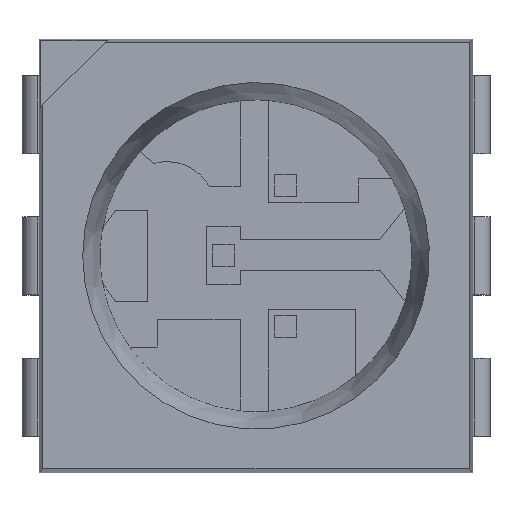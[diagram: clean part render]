
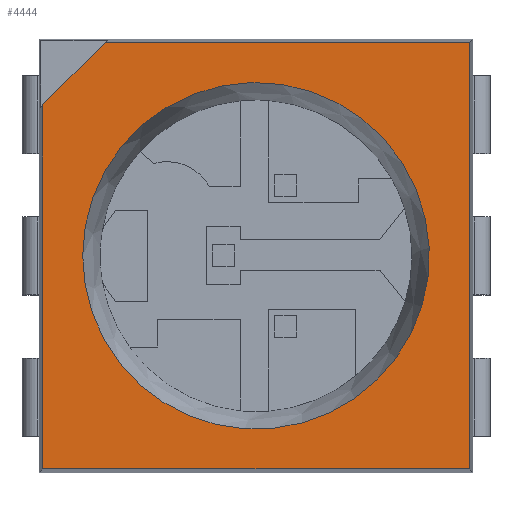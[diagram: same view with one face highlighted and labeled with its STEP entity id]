
A CAD part, top view. The second image highlights one B-rep face of the part: STEP entity #4444.
In plain terms, the highlighted planar face has unit normal (0, 0, 1).
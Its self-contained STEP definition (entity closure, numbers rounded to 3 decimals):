
#127=LINE('',#6131,#547);
#128=LINE('',#6134,#548);
#129=LINE('',#6136,#549);
#130=LINE('',#6138,#550);
#131=LINE('',#6140,#551);
#547=VECTOR('',#5040,1000.);
#548=VECTOR('',#5041,1000.);
#549=VECTOR('',#5042,1000.);
#550=VECTOR('',#5043,1000.);
#551=VECTOR('',#5044,1000.);
#975=ORIENTED_EDGE('',*,*,#2049,.T.);
#976=ORIENTED_EDGE('',*,*,#2050,.T.);
#977=ORIENTED_EDGE('',*,*,#2051,.T.);
#978=ORIENTED_EDGE('',*,*,#2052,.T.);
#979=ORIENTED_EDGE('',*,*,#2053,.T.);
#980=ORIENTED_EDGE('',*,*,#2054,.T.);
#2049=EDGE_CURVE('',#2586,#2586,#2906,.T.);
#2050=EDGE_CURVE('',#2587,#2588,#127,.F.);
#2051=EDGE_CURVE('',#2588,#2589,#128,.T.);
#2052=EDGE_CURVE('',#2589,#2590,#129,.F.);
#2053=EDGE_CURVE('',#2590,#2591,#130,.F.);
#2054=EDGE_CURVE('',#2591,#2587,#131,.F.);
#2586=VERTEX_POINT('',#6130);
#2587=VERTEX_POINT('',#6132);
#2588=VERTEX_POINT('',#6133);
#2589=VERTEX_POINT('',#6135);
#2590=VERTEX_POINT('',#6137);
#2591=VERTEX_POINT('',#6139);
#2906=CIRCLE('',#4671,2.);
#3018=EDGE_LOOP('',(#975));
#3019=EDGE_LOOP('',(#976,#977,#978,#979,#980));
#3224=FACE_BOUND('',#3018,.T.);
#3225=FACE_BOUND('',#3019,.T.);
#3429=PLANE('',#4670);
#4444=ADVANCED_FACE('',(#3224,#3225),#3429,.T.);
#4670=AXIS2_PLACEMENT_3D('',#6128,#5036,#5037);
#4671=AXIS2_PLACEMENT_3D('',#6129,#5038,#5039);
#5036=DIRECTION('',(0.,0.,1.));
#5037=DIRECTION('',(1.,0.,0.));
#5038=DIRECTION('',(0.,0.,-1.));
#5039=DIRECTION('',(-1.,0.,0.));
#5040=DIRECTION('',(1.,0.,0.));
#5041=DIRECTION('',(-0.707,-0.707,0.));
#5042=DIRECTION('',(0.,1.,0.));
#5043=DIRECTION('',(-1.,0.,0.));
#5044=DIRECTION('',(0.,-1.,0.));
#6128=CARTESIAN_POINT('',(-2.5,-2.5,1.95));
#6129=CARTESIAN_POINT('',(0.,0.,1.95));
#6130=CARTESIAN_POINT('',(-2.,0.,1.95));
#6131=CARTESIAN_POINT('',(0.,2.458,1.95));
#6132=CARTESIAN_POINT('',(2.458,2.458,1.95));
#6133=CARTESIAN_POINT('',(-1.742,2.458,1.95));
#6134=CARTESIAN_POINT('',(-1.7,2.5,1.95));
#6135=CARTESIAN_POINT('',(-2.458,1.742,1.95));
#6136=CARTESIAN_POINT('',(-2.458,0.,1.95));
#6137=CARTESIAN_POINT('',(-2.458,-2.458,1.95));
#6138=CARTESIAN_POINT('',(0.,-2.458,1.95));
#6139=CARTESIAN_POINT('',(2.458,-2.458,1.95));
#6140=CARTESIAN_POINT('',(2.458,0.,1.95));
